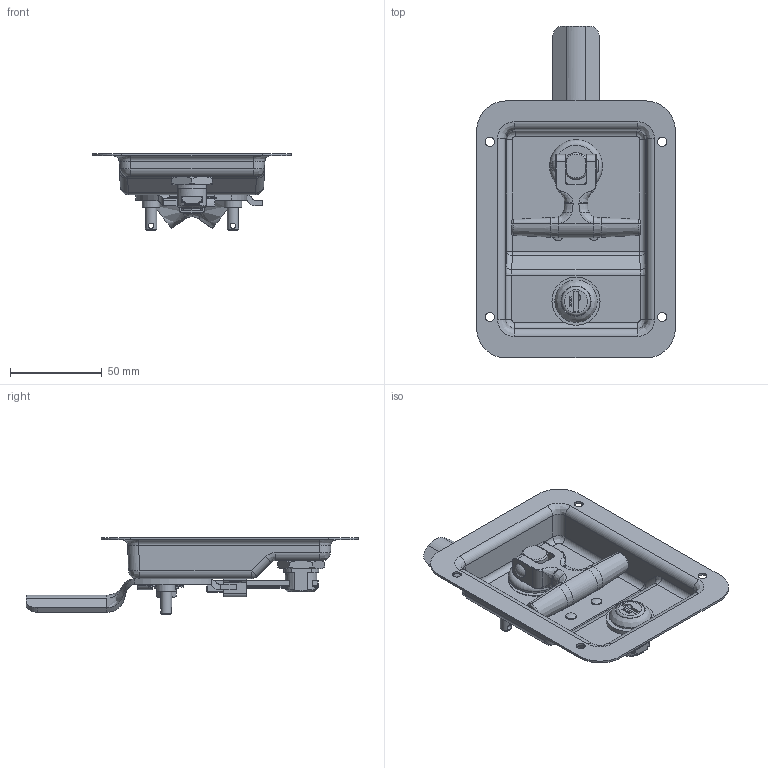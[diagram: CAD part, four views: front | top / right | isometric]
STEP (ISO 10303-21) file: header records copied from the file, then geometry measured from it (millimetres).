
FILE_DESCRIPTION(/* description */ ('3 POINT T-HANDLE CENTER CASE (KEY-LOCKING)'),/* implementation_level */ '2;1');
FILE_NAME(/* name */ '3-6903-50_SS50.stp',/* time_stamp */ '2020-12-02T16:49:43-05:00',/* author */ ('jenniferk'),/* organization */ (''),/* preprocessor_version */ 'ST-DEVELOPER v18.1',/* originating_system */ 'Autodesk Inventor 2020',/* authorisation */ '');
FILE_SCHEMA (('AUTOMOTIVE_DESIGN { 1 0 10303 214 3 1 1 }'));
Length unit declared in the file: inch
Products named in the file (2): 3-6903-50/SS50; 3-6903-50_SS50_Substitute_1
Assembly tree (1 placements, depth 2):
  3-6903-50/SS50
    3-6903-50_SS50_Substitute_1
Bounding box: 107.95 x 180.49 x 41.78 mm (x, y, z)
Volume: 66016.8 mm3; surface area: 72771.2 mm2
Topology: 20 solids, 20 shells, 944 faces, 2440 edges, 1552 vertices
Faces by surface type: plane 461, cylinder 204, bspline 195, cone 36, torus 31, sphere 17
Full cylindrical faces by diameter (mm): 1.397 x1, 2.921 x2, 3.124 x2, 3.203 x1, 3.365 x2, 3.454 x1, 3.81 x1, 4.699 x1, 4.877 x5, 4.94 x2, 5.664 x2, 5.791 x1, 6.096 x2, 6.147 x2, 6.35 x3, 7.62 x1, 9.652 x2, 12.192 x1, 12.7 x2, 12.878 x1, 13.208 x1, 13.462 x1, 14.351 x1, 14.605 x1, 14.681 x2, 15.875 x1, 16.011 x1, 17.907 x1, 26.187 x1, 26.365 x1
Entity records: 34613 total; most frequent: CARTESIAN_POINT 11253, ORIENTED_EDGE 4838, DIRECTION 4239, EDGE_CURVE 2419, VERTEX_POINT 1552, AXIS2_PLACEMENT_3D 1457, LINE 1325, VECTOR 1325
